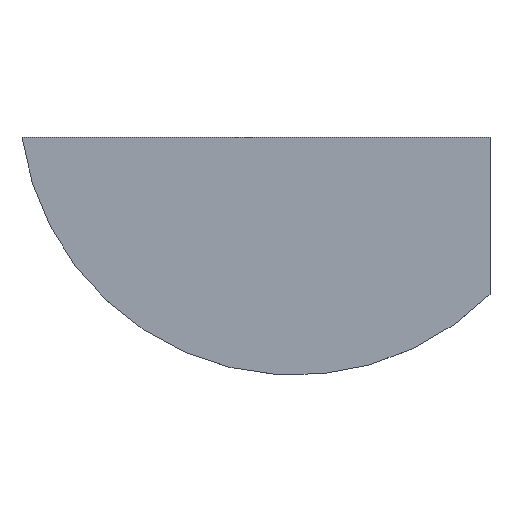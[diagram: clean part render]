
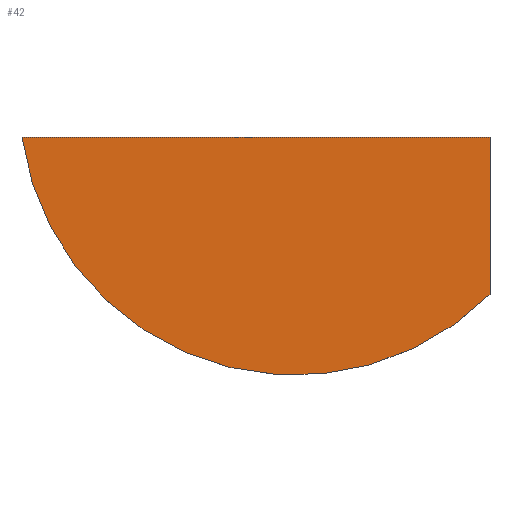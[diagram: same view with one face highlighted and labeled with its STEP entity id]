
A CAD part, top view. The second image highlights one B-rep face of the part: STEP entity #42.
In plain terms, the highlighted planar face has unit normal (0, 0, 1).
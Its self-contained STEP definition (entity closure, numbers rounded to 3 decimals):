
#37=CIRCLE('',#140,48.);
#42=ADVANCED_FACE('',(#51),#46,.T.);
#46=PLANE('',#143);
#51=FACE_OUTER_BOUND('',#56,.T.);
#56=EDGE_LOOP('',(#72,#73,#74));
#72=ORIENTED_EDGE('',*,*,#89,.T.);
#73=ORIENTED_EDGE('',*,*,#84,.T.);
#74=ORIENTED_EDGE('',*,*,#85,.T.);
#76=VERTEX_POINT('',#182);
#78=VERTEX_POINT('',#186);
#79=VERTEX_POINT('',#190);
#84=EDGE_CURVE('',#76,#78,#93,.T.);
#85=EDGE_CURVE('',#78,#79,#94,.T.);
#89=EDGE_CURVE('',#79,#76,#37,.T.);
#93=LINE('',#187,#100);
#94=LINE('',#189,#101);
#100=VECTOR('',#155,1.);
#101=VECTOR('',#158,1.);
#140=AXIS2_PLACEMENT_3D('',#196,#165,#166);
#143=AXIS2_PLACEMENT_3D('',#199,#171,#172);
#155=DIRECTION('',(0.,1.,0.));
#158=DIRECTION('',(-1.,0.,0.));
#165=DIRECTION('',(0.,0.,1.));
#166=DIRECTION('',(1.,0.,0.));
#171=DIRECTION('',(0.,0.,1.));
#172=DIRECTION('',(1.,0.,0.));
#182=CARTESIAN_POINT('',(33.956,-33.926,0.));
#186=CARTESIAN_POINT('',(33.956,-6.6,0.));
#187=CARTESIAN_POINT('',(33.956,0.,0.));
#189=CARTESIAN_POINT('',(0.,-6.6,0.));
#190=CARTESIAN_POINT('',(-47.544,-6.6,0.));
#196=CARTESIAN_POINT('',(0.,0.,0.));
#199=CARTESIAN_POINT('',(0.,0.,0.));
